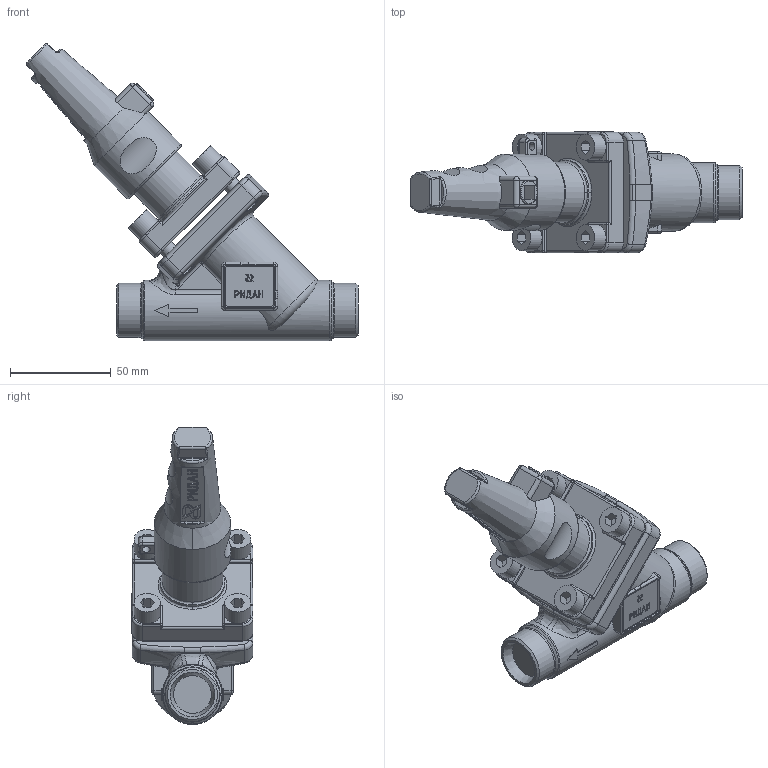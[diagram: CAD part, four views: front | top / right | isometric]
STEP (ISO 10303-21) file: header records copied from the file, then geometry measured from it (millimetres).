
FILE_DESCRIPTION(('TFLEX Exchange Step'),'2;1');
FILE_NAME('148B3020R.stp', '2024-05-02T16:04:49+03:00',('RUCO3378'),('Unknown organisation'),'TFLEX Exchange 2024.2','T-FLEX CAD','Unknown authorisation');
FILE_SCHEMA( ('AP203_CONFIGURATION_CONTROLLED_3D_DESIGN_OF_MECHANICAL_PARTS_AND_ASSEMBLIES_MIM_LF') );
Length unit declared in the file: millimetre
Products named in the file (1): Body_STR-20
Bounding box: 165.12 x 60.5 x 147.85 mm (x, y, z)
Volume: 200468.9 mm3; surface area: 69189.3 mm2
Topology: 16 solids, 19 shells, 1143 faces, 2964 edges, 1889 vertices
Faces by surface type: plane 495, bspline 369, cylinder 185, torus 58, sphere 24, cone 12
Full cylindrical faces by diameter (mm): 13 x4, 18.9 x2, 26.9 x2, 28 x2, 30 x2, 38 x1
Entity records: 42581 total; most frequent: CARTESIAN_POINT 16858, ORIENTED_EDGE 5873, DIRECTION 4276, EDGE_CURVE 2938, VERTEX_POINT 1889, VECTOR 1648, LINE 1648, AXIS2_PLACEMENT_3D 1314
